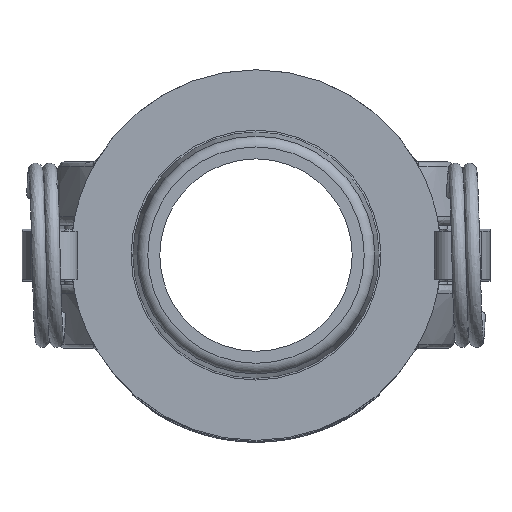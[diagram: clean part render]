
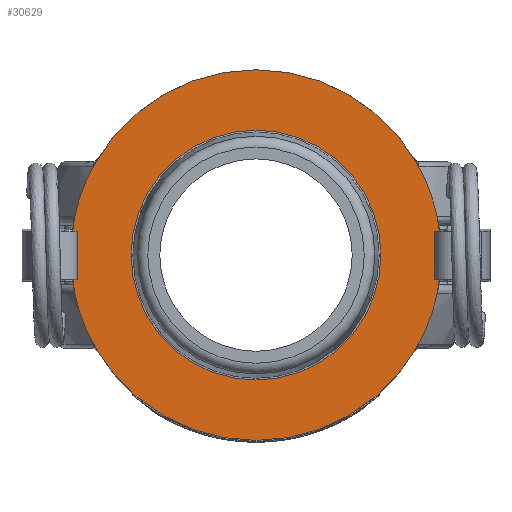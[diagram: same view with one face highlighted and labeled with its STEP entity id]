
A CAD part, left-side view. The second image highlights one B-rep face of the part: STEP entity #30629.
In plain terms, the highlighted planar face has unit normal (-1, 0, 0).
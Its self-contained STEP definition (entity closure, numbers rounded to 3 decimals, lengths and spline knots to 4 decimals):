
#2055=PLANE('',#32514);
#6993=FACE_BOUND('',#10856,.T.);
#9078=FACE_OUTER_BOUND('',#10855,.T.);
#10855=EDGE_LOOP('',(#21451,#21452,#21453,#21454,#21455,#21456,#21457,#21458));
#10856=EDGE_LOOP('',(#21459));
#12798=CIRCLE('',#32456,1.55);
#12850=CIRCLE('',#32513,1.045);
#12851=CIRCLE('',#32515,1.55);
#12852=CIRCLE('',#32516,1.55);
#12853=CIRCLE('',#32517,1.55);
#12854=CIRCLE('',#32518,1.55);
#12855=CIRCLE('',#32519,1.55);
#12856=CIRCLE('',#32520,1.55);
#12857=CIRCLE('',#32521,1.55);
#13353=VERTEX_POINT('',#40216);
#13354=VERTEX_POINT('',#40223);
#13568=VERTEX_POINT('',#44402);
#13569=VERTEX_POINT('',#44405);
#13570=VERTEX_POINT('',#44407);
#13571=VERTEX_POINT('',#44409);
#13572=VERTEX_POINT('',#44411);
#13573=VERTEX_POINT('',#44413);
#13574=VERTEX_POINT('',#44415);
#16490=EDGE_CURVE('',#13353,#13354,#12798,.T.);
#16708=EDGE_CURVE('',#13568,#13568,#12850,.T.);
#16709=EDGE_CURVE('',#13353,#13569,#12851,.T.);
#16710=EDGE_CURVE('',#13569,#13570,#12852,.T.);
#16711=EDGE_CURVE('',#13571,#13570,#12853,.T.);
#16712=EDGE_CURVE('',#13572,#13571,#12854,.T.);
#16713=EDGE_CURVE('',#13572,#13573,#12855,.T.);
#16714=EDGE_CURVE('',#13573,#13574,#12856,.T.);
#16715=EDGE_CURVE('',#13354,#13574,#12857,.T.);
#21451=ORIENTED_EDGE('',*,*,#16709,.T.);
#21452=ORIENTED_EDGE('',*,*,#16710,.T.);
#21453=ORIENTED_EDGE('',*,*,#16711,.F.);
#21454=ORIENTED_EDGE('',*,*,#16712,.F.);
#21455=ORIENTED_EDGE('',*,*,#16713,.T.);
#21456=ORIENTED_EDGE('',*,*,#16714,.T.);
#21457=ORIENTED_EDGE('',*,*,#16715,.F.);
#21458=ORIENTED_EDGE('',*,*,#16490,.F.);
#21459=ORIENTED_EDGE('',*,*,#16708,.F.);
#30629=ADVANCED_FACE('',(#9078,#6993),#2055,.T.);
#32456=AXIS2_PLACEMENT_3D('',#40224,#34434,#34435);
#32513=AXIS2_PLACEMENT_3D('',#44403,#34610,#34611);
#32514=AXIS2_PLACEMENT_3D('',#44404,#34612,#34613);
#32515=AXIS2_PLACEMENT_3D('',#44406,#34614,#34615);
#32516=AXIS2_PLACEMENT_3D('',#44408,#34616,#34617);
#32517=AXIS2_PLACEMENT_3D('',#44410,#34618,#34619);
#32518=AXIS2_PLACEMENT_3D('',#44412,#34620,#34621);
#32519=AXIS2_PLACEMENT_3D('',#44414,#34622,#34623);
#32520=AXIS2_PLACEMENT_3D('',#44416,#34624,#34625);
#32521=AXIS2_PLACEMENT_3D('',#44417,#34626,#34627);
#34434=DIRECTION('center_axis',(1.,0.,0.));
#34435=DIRECTION('ref_axis',(0.,1.,0.));
#34610=DIRECTION('center_axis',(-1.,0.,0.));
#34611=DIRECTION('ref_axis',(0.,-1.,0.));
#34612=DIRECTION('center_axis',(-1.,0.,0.));
#34613=DIRECTION('ref_axis',(0.,0.,1.));
#34614=DIRECTION('center_axis',(-1.,0.,0.));
#34615=DIRECTION('ref_axis',(0.,0.,1.));
#34616=DIRECTION('center_axis',(-1.,0.,0.));
#34617=DIRECTION('ref_axis',(0.,0.,1.));
#34618=DIRECTION('center_axis',(1.,0.,0.));
#34619=DIRECTION('ref_axis',(0.,1.,0.));
#34620=DIRECTION('center_axis',(1.,0.,0.));
#34621=DIRECTION('ref_axis',(0.,1.,0.));
#34622=DIRECTION('center_axis',(-1.,0.,0.));
#34623=DIRECTION('ref_axis',(0.,0.,1.));
#34624=DIRECTION('center_axis',(-1.,0.,0.));
#34625=DIRECTION('ref_axis',(0.,0.,1.));
#34626=DIRECTION('center_axis',(1.,0.,0.));
#34627=DIRECTION('ref_axis',(0.,1.,0.));
#40216=CARTESIAN_POINT('',(0.,1.3413,0.7767));
#40223=CARTESIAN_POINT('',(0.,-1.3413,0.7767));
#40224=CARTESIAN_POINT('Origin',(0.,0.,0.));
#44402=CARTESIAN_POINT('',(0.,1.045,0.));
#44403=CARTESIAN_POINT('Origin',(0.,0.,0.));
#44404=CARTESIAN_POINT('Origin',(0.,1.1775,0.));
#44405=CARTESIAN_POINT('',(0.,1.5165,0.3207));
#44406=CARTESIAN_POINT('Origin',(0.,0.,0.));
#44407=CARTESIAN_POINT('',(0.,1.5165,-0.3207));
#44408=CARTESIAN_POINT('Origin',(0.,0.,0.));
#44409=CARTESIAN_POINT('',(0.,1.3413,-0.7767));
#44410=CARTESIAN_POINT('Origin',(0.,0.,0.));
#44411=CARTESIAN_POINT('',(0.,-1.3413,-0.7767));
#44412=CARTESIAN_POINT('Origin',(0.,0.,0.));
#44413=CARTESIAN_POINT('',(0.,-1.5165,-0.3207));
#44414=CARTESIAN_POINT('Origin',(0.,0.,0.));
#44415=CARTESIAN_POINT('',(0.,-1.5165,0.3207));
#44416=CARTESIAN_POINT('Origin',(0.,0.,0.));
#44417=CARTESIAN_POINT('Origin',(0.,0.,0.));
